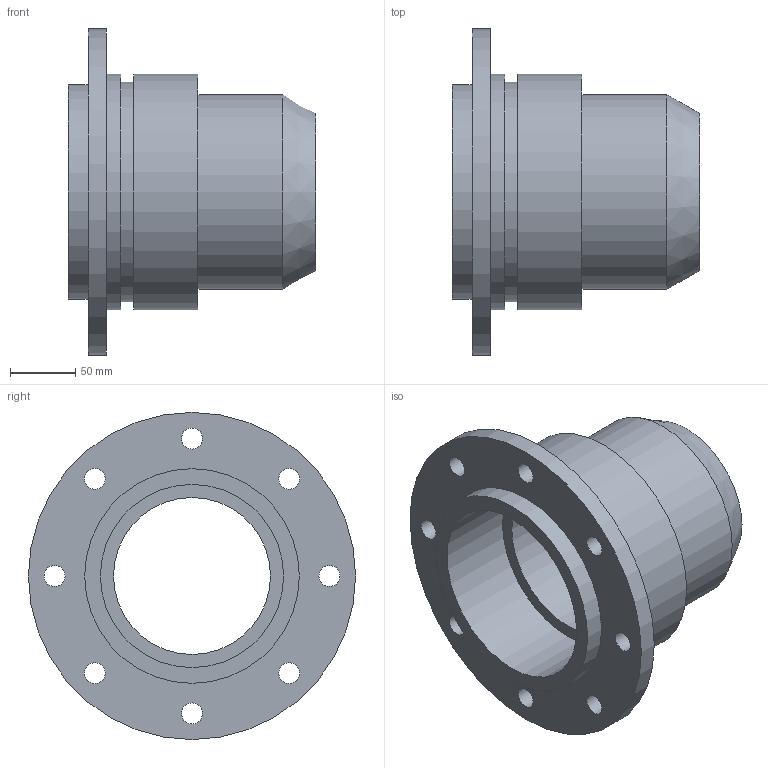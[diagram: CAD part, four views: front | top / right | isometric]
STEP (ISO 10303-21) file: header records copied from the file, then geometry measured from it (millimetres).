
FILE_DESCRIPTION(('STEP AP242'), '1');
FILE_NAME('4 êîðïóñ ñàëüíèêà ñî ñòîðîíû âñàñûâàíèÿ', '', ('UNSPECIFIED'), ('UNSPECIFIED'), 'C3D Converter', 'C3D Toolkit', '');
FILE_SCHEMA(('AP242_MANAGED_MODEL_BASED_3D_ENGINEERING_MIM_LF { 1 0 10303 442 1 1 4 }'));
Length unit declared in the file: millimetre
Bounding box: 188.83 x 250 x 250 mm (x, y, z)
Volume: 1836025.3 mm3; surface area: 253836.6 mm2
Topology: 1 solids, 1 shells, 24 faces, 49 edges, 32 vertices
Faces by surface type: cylinder 16, plane 7, cone 1
Full cylindrical faces by diameter (mm): 16 x8, 120 x1, 140 x1, 149 x1, 164 x1, 168 x1, 180 x2, 250 x1
Entity records: 832 total; most frequent: DIRECTION 114, CARTESIAN_POINT 89, EDGE_LOOP 64, ORIENTED_EDGE 64, AXIS2_PLACEMENT_3D 57, FACE_OUTER_BOUND 34, EDGE_CURVE 32, VERTEX_POINT 32
